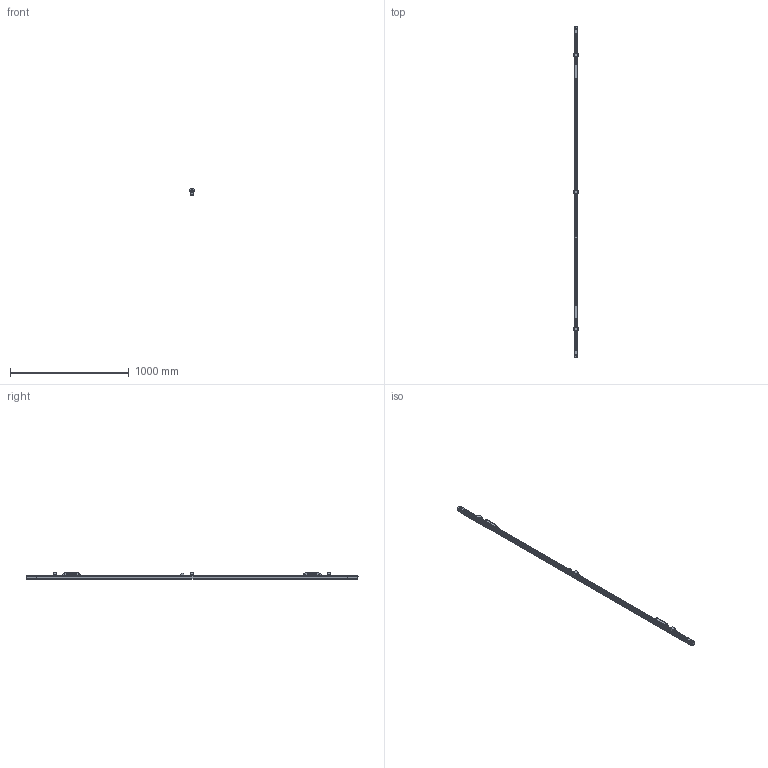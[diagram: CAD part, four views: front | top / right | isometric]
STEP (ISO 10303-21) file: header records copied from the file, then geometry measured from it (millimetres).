
FILE_DESCRIPTION(/* description */ ('This is a sample STEP configuration'),/* implementation_level */ '2;1');
FILE_NAME(/* name */ '715-0709260xxxxxx SIMPLE.ipt_Rev_00.1.stp',/* time_stamp */ '2023-04-04T10:21:38+02:00',/* author */ ('powerJobs'),/* organization */ ('coolOrange'),/* preprocessor_version */ 'ST-DEVELOPER v19.2',/* originating_system */ 'Autodesk Inventor 2023',/* authorisation */ '');
FILE_SCHEMA (('AUTOMOTIVE_DESIGN { 1 0 10303 214 3 1 1 }'));
Length unit declared in the file: millimetre
Products named in the file (1): ENG000025156
Bounding box: 45.15 x 2794.32 x 57.9 mm (x, y, z)
Volume: 1065390.9 mm3; surface area: 1202434.5 mm2
Topology: 11 solids, 17 shells, 7368 faces, 21129 edges, 13628 vertices
Faces by surface type: plane 4596, cylinder 2157, bspline 371, cone 100, sphere 78, torus 66
Full cylindrical faces by diameter (mm): 1.2 x2, 2.3 x2, 4.2 x2, 5.6 x1
Entity records: 255915 total; most frequent: CARTESIAN_POINT 61790, ORIENTED_EDGE 42166, DIRECTION 39322, EDGE_CURVE 21083, LINE 15204, VECTOR 15204, VERTEX_POINT 13626, AXIS2_PLACEMENT_3D 12059
